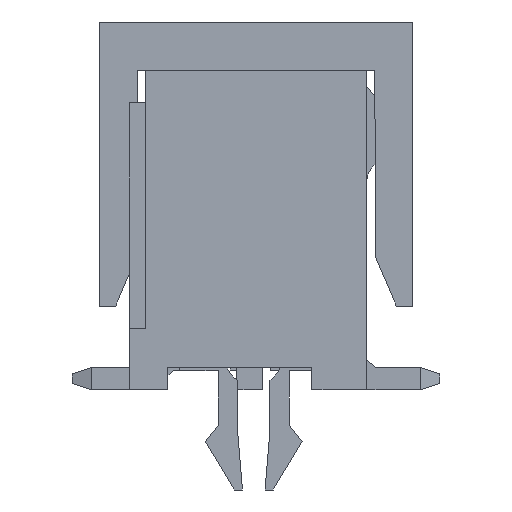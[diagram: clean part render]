
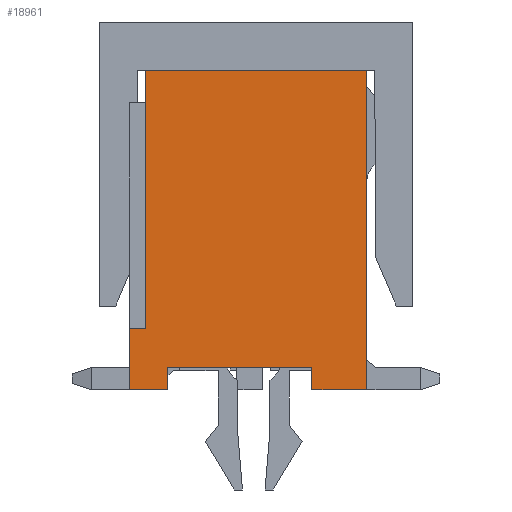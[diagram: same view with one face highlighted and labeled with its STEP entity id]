
A CAD part, left-side view. The second image highlights one B-rep face of the part: STEP entity #18961.
In plain terms, the highlighted planar face has unit normal (-1, 0, 0).
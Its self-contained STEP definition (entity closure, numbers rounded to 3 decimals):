
#1456=ORIENTED_EDGE('',*,*,#5003,.F.);
#1457=ORIENTED_EDGE('',*,*,#4884,.T.);
#1458=ORIENTED_EDGE('',*,*,#5042,.T.);
#1459=ORIENTED_EDGE('',*,*,#5043,.T.);
#1460=ORIENTED_EDGE('',*,*,#5044,.T.);
#1461=ORIENTED_EDGE('',*,*,#5045,.T.);
#1462=ORIENTED_EDGE('',*,*,#5046,.T.);
#1463=ORIENTED_EDGE('',*,*,#4922,.F.);
#1464=ORIENTED_EDGE('',*,*,#4917,.T.);
#1465=ORIENTED_EDGE('',*,*,#5047,.T.);
#4884=EDGE_CURVE('',#6716,#6715,#8060,.T.);
#4917=EDGE_CURVE('',#6733,#6735,#8093,.T.);
#4922=EDGE_CURVE('',#6733,#6738,#8098,.T.);
#5003=EDGE_CURVE('',#6716,#6778,#8179,.T.);
#5042=EDGE_CURVE('',#6715,#6798,#8218,.T.);
#5043=EDGE_CURVE('',#6798,#6799,#8219,.T.);
#5044=EDGE_CURVE('',#6799,#6800,#8220,.T.);
#5045=EDGE_CURVE('',#6800,#6801,#8221,.T.);
#5046=EDGE_CURVE('',#6801,#6738,#8222,.T.);
#5047=EDGE_CURVE('',#6735,#6778,#8223,.T.);
#6715=VERTEX_POINT('',#25508);
#6716=VERTEX_POINT('',#25510);
#6733=VERTEX_POINT('',#25570);
#6735=VERTEX_POINT('',#25574);
#6738=VERTEX_POINT('',#25584);
#6778=VERTEX_POINT('',#25722);
#6798=VERTEX_POINT('',#25802);
#6799=VERTEX_POINT('',#25804);
#6800=VERTEX_POINT('',#25806);
#6801=VERTEX_POINT('',#25808);
#8060=LINE('',#25509,#9954);
#8093=LINE('',#25575,#9987);
#8098=LINE('',#25585,#9992);
#8179=LINE('',#25726,#10073);
#8218=LINE('',#25801,#10112);
#8219=LINE('',#25803,#10113);
#8220=LINE('',#25805,#10114);
#8221=LINE('',#25807,#10115);
#8222=LINE('',#25809,#10116);
#8223=LINE('',#25810,#10117);
#9954=VECTOR('',#21540,1000.);
#9987=VECTOR('',#21599,1000.);
#9992=VECTOR('',#21608,1000.);
#10073=VECTOR('',#21727,1000.);
#10112=VECTOR('',#21802,1000.);
#10113=VECTOR('',#21803,1000.);
#10114=VECTOR('',#21804,1000.);
#10115=VECTOR('',#21805,1000.);
#10116=VECTOR('',#21806,1000.);
#10117=VECTOR('',#21807,1000.);
#11380=EDGE_LOOP('',(#1456,#1457,#1458,#1459,#1460,#1461,#1462,#1463,#1464,
#1465));
#12158=FACE_BOUND('',#11380,.T.);
#12900=PLANE('',#19785);
#18961=ADVANCED_FACE('',(#12158),#12900,.T.);
#19785=AXIS2_PLACEMENT_3D('',#25800,#21800,#21801);
#21540=DIRECTION('',(0.,-1.,0.));
#21599=DIRECTION('',(0.,0.,-1.));
#21608=DIRECTION('',(0.,-1.,0.));
#21727=DIRECTION('',(0.,0.,-1.));
#21800=DIRECTION('',(-1.,0.,0.));
#21801=DIRECTION('',(0.,0.,1.));
#21802=DIRECTION('',(0.,0.,-1.));
#21803=DIRECTION('',(0.,-1.,0.));
#21804=DIRECTION('',(0.,0.,1.));
#21805=DIRECTION('',(0.,1.,0.));
#21806=DIRECTION('',(0.,0.,-1.));
#21807=DIRECTION('',(0.,-1.,0.));
#25508=CARTESIAN_POINT('',(-10.85,-1.73,-4.25));
#25509=CARTESIAN_POINT('',(-10.85,2.73,-4.25));
#25510=CARTESIAN_POINT('',(-10.85,2.73,-4.25));
#25570=CARTESIAN_POINT('',(-10.85,3.93,-3.05));
#25574=CARTESIAN_POINT('',(-10.85,3.93,-4.95));
#25575=CARTESIAN_POINT('',(-10.85,3.93,-3.05));
#25584=CARTESIAN_POINT('',(-10.85,3.43,-3.05));
#25585=CARTESIAN_POINT('',(-10.85,3.93,-3.05));
#25722=CARTESIAN_POINT('',(-10.85,2.73,-4.95));
#25726=CARTESIAN_POINT('',(-10.85,2.73,-3.95));
#25800=CARTESIAN_POINT('',(-10.85,0.,0.));
#25801=CARTESIAN_POINT('',(-10.85,-1.73,-3.95));
#25802=CARTESIAN_POINT('',(-10.85,-1.73,-4.95));
#25803=CARTESIAN_POINT('',(-10.85,3.43,-4.95));
#25804=CARTESIAN_POINT('',(-10.85,-3.43,-4.95));
#25805=CARTESIAN_POINT('',(-10.85,-3.43,-4.95));
#25806=CARTESIAN_POINT('',(-10.85,-3.43,4.95));
#25807=CARTESIAN_POINT('',(-10.85,-3.43,4.95));
#25808=CARTESIAN_POINT('',(-10.85,3.43,4.95));
#25809=CARTESIAN_POINT('',(-10.85,3.43,4.95));
#25810=CARTESIAN_POINT('',(-10.85,3.43,-4.95));
